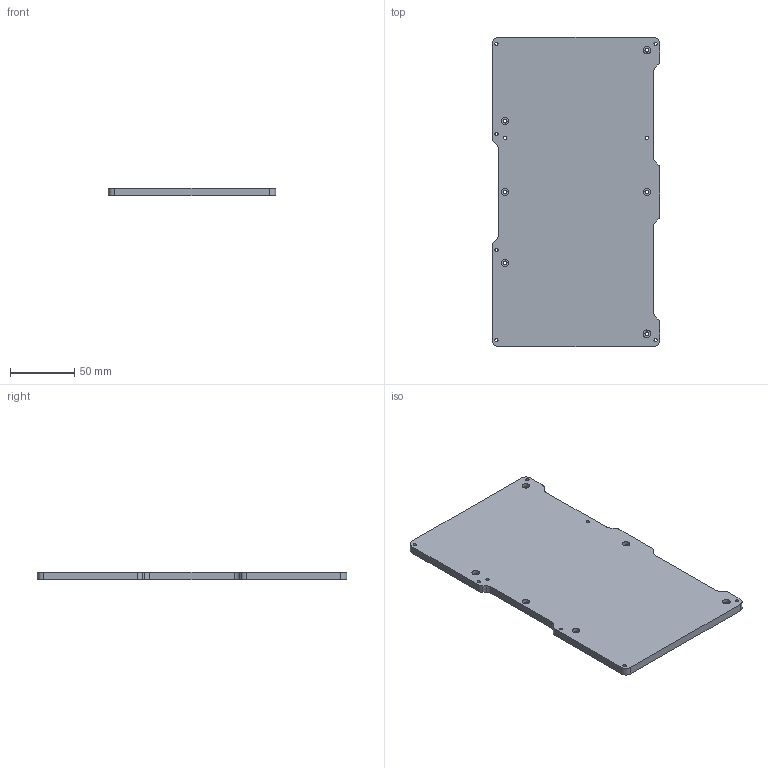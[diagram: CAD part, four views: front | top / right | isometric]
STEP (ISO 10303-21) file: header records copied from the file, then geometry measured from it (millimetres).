
FILE_DESCRIPTION(/* description */ (''),/* implementation_level */ '2;1');
FILE_NAME(/* name */ 'Dragon_Bed_240.step',/* time_stamp */ '2022-05-23T21:18:44-07:00',/* author */ (''),/* organization */ (''),/* preprocessor_version */ 'ST-DEVELOPER v18.1',/* originating_system */ 'Autodesk Translation Framework v10.14.0.1471',/* authorisation */ '');
FILE_SCHEMA (('AUTOMOTIVE_DESIGN { 1 0 10303 214 3 1 1 }'));
Length unit declared in the file: millimetre
Products named in the file (1): Dragon_Bed_240
Bounding box: 130 x 240 x 6.15 mm (x, y, z)
Volume: 183973 mm3; surface area: 65396.9 mm2
Topology: 1 solids, 1 shells, 60 faces, 156 edges, 104 vertices
Faces by surface type: cylinder 36, plane 24
Full cylindrical faces by diameter (mm): 2.5 x8, 3 x6, 5.8 x5, 6 x1
Entity records: 1968 total; most frequent: DIRECTION 350, CARTESIAN_POINT 321, ORIENTED_EDGE 312, EDGE_CURVE 156, AXIS2_PLACEMENT_3D 133, VERTEX_POINT 104, EDGE_LOOP 94, LINE 84
